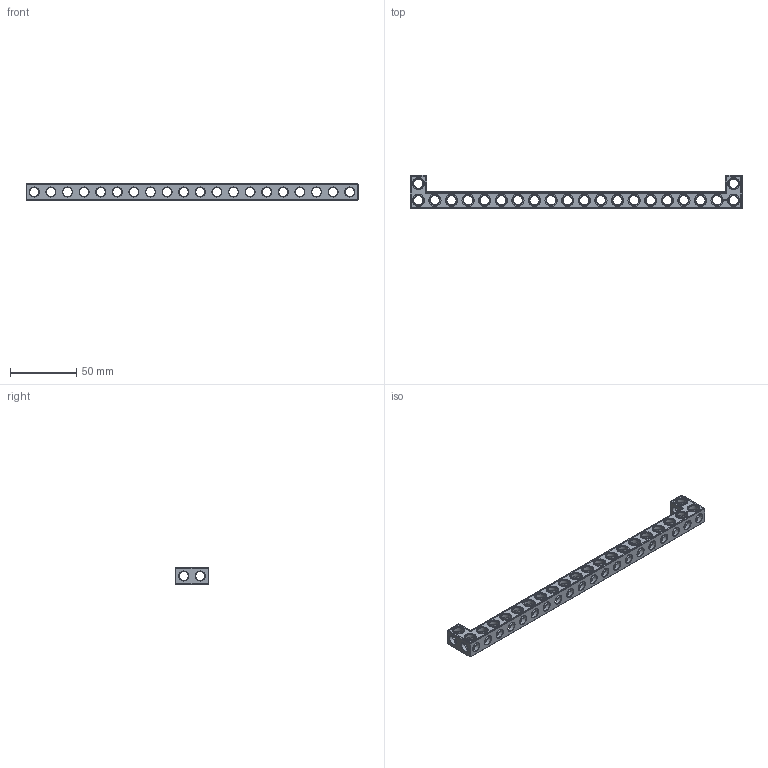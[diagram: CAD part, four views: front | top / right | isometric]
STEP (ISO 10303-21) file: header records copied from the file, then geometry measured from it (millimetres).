
FILE_DESCRIPTION(('FreeCAD Model'),'2;1');
FILE_NAME('Open CASCADE Shape Model','2022-03-09T22:40:55',('Author'),( ''),'Open CASCADE STEP processor 7.5','FreeCAD','Unknown');
FILE_SCHEMA(('AUTOMOTIVE_DESIGN { 1 0 10303 214 1 1 1 1 }'));
Products named in the file (1): Beam AGD ESS USH SYM BU20x02x01 - SPN-BEM-0632 (stemfie.org)
Bounding box: 250 x 25 x 12.5 mm (x, y, z)
Volume: 21480.1 mm3; surface area: 19284 mm2
Topology: 1 solids, 1 shells, 805 faces, 2412 edges, 1576 vertices
Faces by surface type: plane 394, extrusion 188, cylinder 133, cone 90
Full cylindrical faces by diameter (mm): 6.98 x6, 7 x105, 9.2 x22
Entity records: 75520 total; most frequent: CARTESIAN_POINT 30116, DIRECTION 7424, VECTOR 4856, ORIENTED_EDGE 4824, PCURVE 4824, DEFINITIONAL_REPRESENTATION 4824, LINE 4668, EDGE_CURVE 2412
